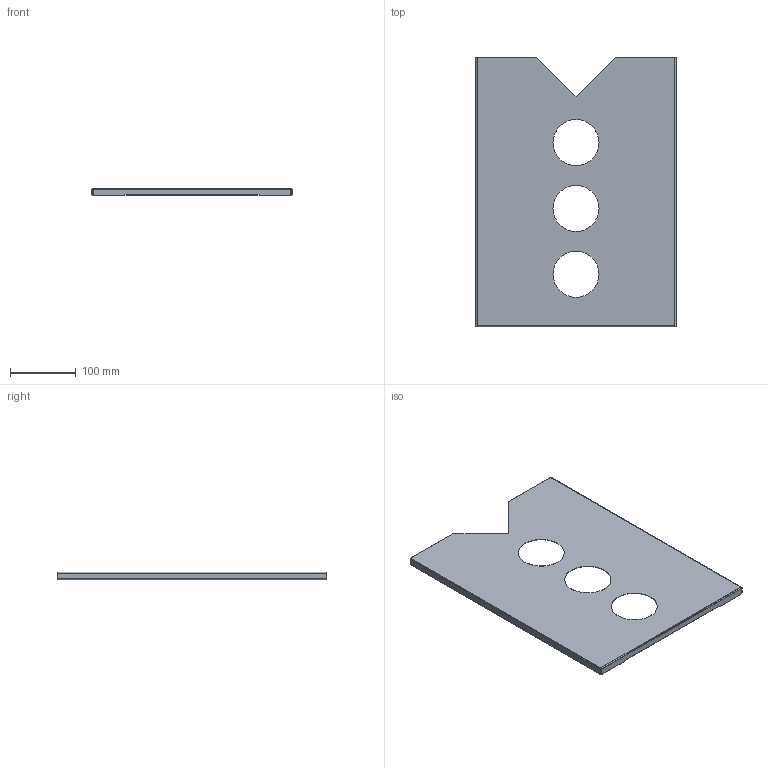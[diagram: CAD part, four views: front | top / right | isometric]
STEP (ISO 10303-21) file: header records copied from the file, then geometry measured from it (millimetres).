
FILE_DESCRIPTION(('STEP AP214'),'1');
FILE_NAME('cctmp_CB11B414-1537-4C13-8BE9-867C82CD6926_2023_07_22_16_34_40_0345..stp','2023-07-22T14:34:40',('SIEMENS A&D'),('CADClick - www.CADClick.com'),'Spatial InterOp 3D postprocessed',' ','unknown authorization');
FILE_SCHEMA(('AUTOMOTIVE_DESIGN'));
Length unit declared in the file: millimetre
Products named in the file (1): 2023_07_22_16_34_40_0341
Bounding box: 304 x 410 x 12 mm (x, y, z)
Volume: 105286.5 mm3; surface area: 282504.6 mm2
Topology: 1 solids, 1 shells, 57 faces, 153 edges, 98 vertices
Faces by surface type: plane 39, cylinder 18
Entity records: 1976 total; most frequent: CARTESIAN_POINT 309, DIRECTION 307, ORIENTED_EDGE 306, EDGE_CURVE 153, LINE 115, VECTOR 115, VERTEX_POINT 98, AXIS2_PLACEMENT_3D 96
